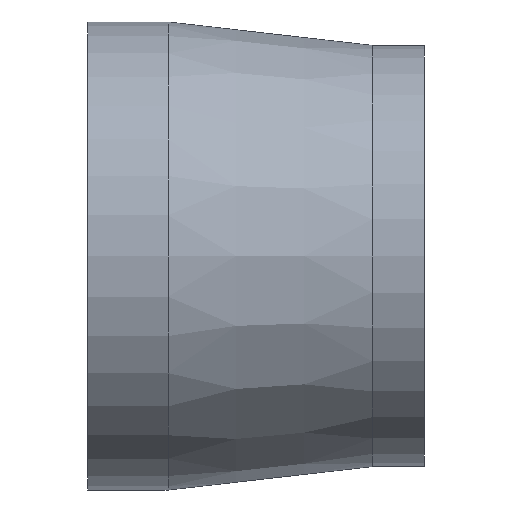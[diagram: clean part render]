
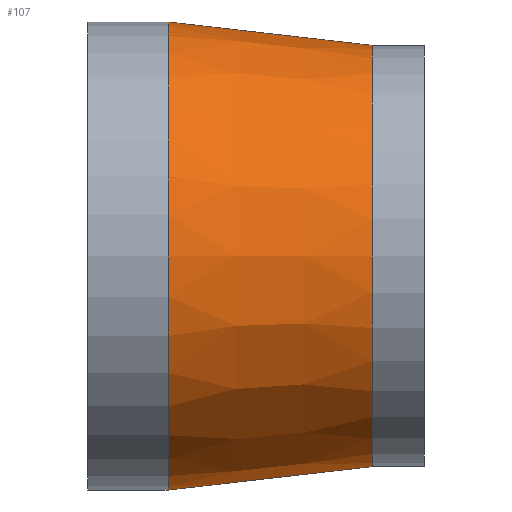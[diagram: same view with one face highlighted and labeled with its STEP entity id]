
A CAD part, front view. The second image highlights one B-rep face of the part: STEP entity #107.
In plain terms, the highlighted conical face has half-angle 6.542 degrees and reference radius 112.5 mm.
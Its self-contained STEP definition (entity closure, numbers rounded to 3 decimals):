
#21=CONICAL_SURFACE('',#136,112.5,0.114);
#38=ORIENTED_EDGE('',*,*,#41,.T.);
#39=ORIENTED_EDGE('',*,*,#47,.F.);
#41=EDGE_CURVE('',#49,#49,#57,.T.);
#47=EDGE_CURVE('',#55,#55,#63,.T.);
#49=VERTEX_POINT('',#176);
#55=VERTEX_POINT('',#194);
#57=CIRCLE('',#123,125.);
#63=CIRCLE('',#135,112.5);
#78=EDGE_LOOP('',(#38));
#79=EDGE_LOOP('',(#39));
#94=FACE_BOUND('',#78,.T.);
#95=FACE_BOUND('',#79,.T.);
#107=ADVANCED_FACE('',(#94,#95),#21,.T.);
#123=AXIS2_PLACEMENT_3D('',#175,#143,#144);
#135=AXIS2_PLACEMENT_3D('',#193,#167,#168);
#136=AXIS2_PLACEMENT_3D('',#195,#169,#170);
#143=DIRECTION('',(1.,0.,0.));
#144=DIRECTION('',(0.,0.,-1.));
#167=DIRECTION('',(1.,0.,0.));
#168=DIRECTION('',(0.,0.,-1.));
#169=DIRECTION('',(-1.,0.,0.));
#170=DIRECTION('',(0.,0.,1.));
#175=CARTESIAN_POINT('',(43.,0.,0.));
#176=CARTESIAN_POINT('',(43.,0.,-125.));
#193=CARTESIAN_POINT('',(152.,0.,0.));
#194=CARTESIAN_POINT('',(152.,0.,-112.5));
#195=CARTESIAN_POINT('',(152.,0.,0.));
